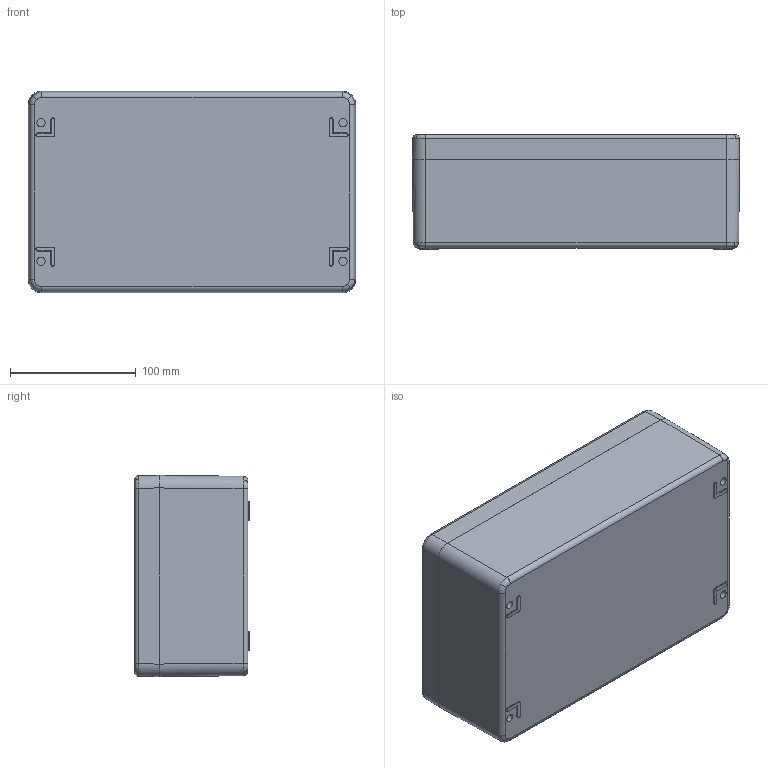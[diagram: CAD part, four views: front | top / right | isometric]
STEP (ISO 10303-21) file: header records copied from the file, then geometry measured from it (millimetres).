
FILE_DESCRIPTION(/* description */ (''),/* implementation_level */ '2;1');
FILE_NAME(/* name */ '17261609000-RST.stp',/* time_stamp */ '2021-09-08T12:44:43+02:00',/* author */ ('sl'),/* organization */ (''),/* preprocessor_version */ 'ST-DEVELOPER v16.5',/* originating_system */ 'Autodesk Inventor 2017',/* authorisation */ '');
FILE_SCHEMA (('AUTOMOTIVE_DESIGN { 1 0 10303 214 3 1 1 }'));
Length unit declared in the file: millimetre
Products named in the file (9): Ex-Polyester-Gehäuse-14-BG-0001-17_261609_000; Deckel-Ex-Polyester-Gehäuse-14-BG-0003-17_261609_0
00; Deckel-Ex-Polyester-Gehäuse-14-BT-0001-17_261609_0
00; Dichtlippe-Ex-Polyester-Gehäuse-14-BT-0002-17_261609_000; UT-Ex-Polyester-Gehäuse-14-BG-0002-17_261609_000; 86224; 86222; 23047-Ex Unterteil; SchraubeM6x30-10
Assembly tree (19 placements, depth 3):
  Ex-Polyester-Gehäuse-14-BG-0001-17_261609_000
    Deckel-Ex-Polyester-Gehäuse-14-BG-0003-17_261609_0
00
      Deckel-Ex-Polyester-Gehäuse-14-BT-0001-17_261609_0
00
      Dichtlippe-Ex-Polyester-Gehäuse-14-BT-0002-17_261609_000
    UT-Ex-Polyester-Gehäuse-14-BG-0002-17_261609_000
      86222  x6
      86224  x4
      23047-Ex Unterteil
    SchraubeM6x30-10  x4
Bounding box: 260 x 91 x 160 mm (x, y, z)
Volume: 967592.3 mm3; surface area: 336808 mm2
Topology: 17 solids, 17 shells, 1021 faces, 2406 edges, 1474 vertices
Faces by surface type: plane 361, cylinder 248, bspline 152, cone 136, torus 120, sphere 4
Full cylindrical faces by diameter (mm): 5 x20, 5.02 x10, 5.3 x4, 6 x4, 7.4 x10, 8 x4
Entity records: 23881 total; most frequent: CARTESIAN_POINT 7731, DIRECTION 3550, ORIENTED_EDGE 3212, EDGE_CURVE 1606, AXIS2_PLACEMENT_3D 1495, VERTEX_POINT 992, EDGE_LOOP 834, FACE_OUTER_BOUND 721
